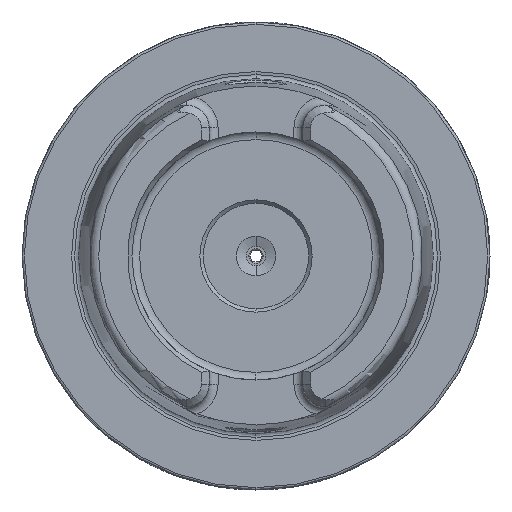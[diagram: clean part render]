
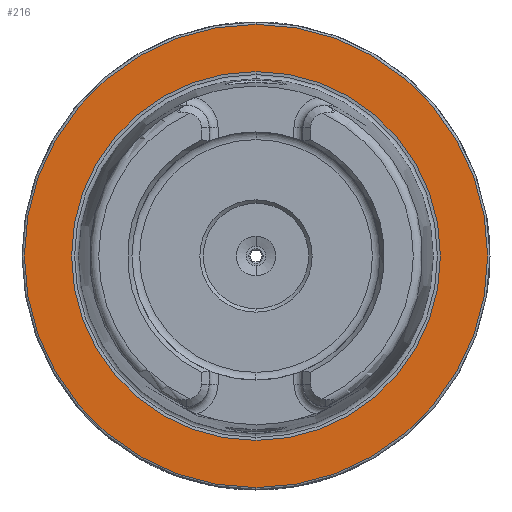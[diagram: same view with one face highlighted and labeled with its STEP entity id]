
A CAD part, left-side view. The second image highlights one B-rep face of the part: STEP entity #216.
In plain terms, the highlighted planar face has unit normal (-1, 0, 0).
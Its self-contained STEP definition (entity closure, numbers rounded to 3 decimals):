
#146 = CARTESIAN_POINT ( 'NONE',  ( 0., 0., 39.405 ) ) ;
#216 = ADVANCED_FACE ( 'NONE', ( #7668, #8276 ), #4802, .F. ) ;
#883 = CARTESIAN_POINT ( 'NONE',  ( 0., 0., -39.405 ) ) ;
#939 = CARTESIAN_POINT ( 'NONE',  ( 0., 49.5, 0. ) ) ;
#1045 = DIRECTION ( 'NONE',  ( 0., 0., 1. ) ) ;
#1162 = CIRCLE ( 'NONE', #5951, 49.5 ) ;
#1425 = DIRECTION ( 'NONE',  ( 0., 0., 1. ) ) ;
#1472 = DIRECTION ( 'NONE',  ( 0., 0., 1. ) ) ;
#1827 = DIRECTION ( 'NONE',  ( 1., 0., 0. ) ) ;
#2222 = VERTEX_POINT ( 'NONE', #883 ) ;
#2271 = CIRCLE ( 'NONE', #2931, 49.5 ) ;
#2849 = ORIENTED_EDGE ( 'NONE', *, *, #4011, .T. ) ;
#2931 = AXIS2_PLACEMENT_3D ( 'NONE', #8047, #5218, #1425 ) ;
#3179 = CARTESIAN_POINT ( 'NONE',  ( 0., 0., 0. ) ) ;
#3385 = EDGE_CURVE ( 'NONE', #10559, #2222, #12400, .T. ) ;
#4011 = EDGE_CURVE ( 'NONE', #5427, #7352, #2271, .T. ) ;
#4560 = CARTESIAN_POINT ( 'NONE',  ( 0., 0., -49.5 ) ) ;
#4640 = AXIS2_PLACEMENT_3D ( 'NONE', #7760, #5823, #1045 ) ;
#4802 = PLANE ( 'NONE',  #8649 ) ;
#5218 = DIRECTION ( 'NONE',  ( -1., 0., 0. ) ) ;
#5357 = DIRECTION ( 'NONE',  ( -1., 0., 0. ) ) ;
#5427 = VERTEX_POINT ( 'NONE', #5877 ) ;
#5823 = DIRECTION ( 'NONE',  ( -1., 0., 0. ) ) ;
#5840 = ORIENTED_EDGE ( 'NONE', *, *, #10205, .F. ) ;
#5877 = CARTESIAN_POINT ( 'NONE',  ( 0., 0., 49.5 ) ) ;
#5951 = AXIS2_PLACEMENT_3D ( 'NONE', #11116, #5357, #1472 ) ;
#6042 = DIRECTION ( 'NONE',  ( 0., 0., 1. ) ) ;
#6202 = EDGE_LOOP ( 'NONE', ( #2849, #6363 ) ) ;
#6363 = ORIENTED_EDGE ( 'NONE', *, *, #7160, .T. ) ;
#7160 = EDGE_CURVE ( 'NONE', #7352, #5427, #1162, .T. ) ;
#7352 = VERTEX_POINT ( 'NONE', #4560 ) ;
#7535 = ORIENTED_EDGE ( 'NONE', *, *, #3385, .F. ) ;
#7668 = FACE_BOUND ( 'NONE', #12192, .T. ) ;
#7760 = CARTESIAN_POINT ( 'NONE',  ( 0., 0., 0. ) ) ;
#8047 = CARTESIAN_POINT ( 'NONE',  ( 0., 0., 0. ) ) ;
#8116 = CIRCLE ( 'NONE', #10818, 39.405 ) ;
#8276 = FACE_OUTER_BOUND ( 'NONE', #6202, .T. ) ;
#8563 = DIRECTION ( 'NONE',  ( 0., 0., -1. ) ) ;
#8649 = AXIS2_PLACEMENT_3D ( 'NONE', #939, #1827, #8563 ) ;
#10205 = EDGE_CURVE ( 'NONE', #2222, #10559, #8116, .T. ) ;
#10559 = VERTEX_POINT ( 'NONE', #146 ) ;
#10818 = AXIS2_PLACEMENT_3D ( 'NONE', #3179, #11805, #6042 ) ;
#11116 = CARTESIAN_POINT ( 'NONE',  ( 0., 0., 0. ) ) ;
#11805 = DIRECTION ( 'NONE',  ( -1., 0., 0. ) ) ;
#12192 = EDGE_LOOP ( 'NONE', ( #7535, #5840 ) ) ;
#12400 = CIRCLE ( 'NONE', #4640, 39.405 ) ;
